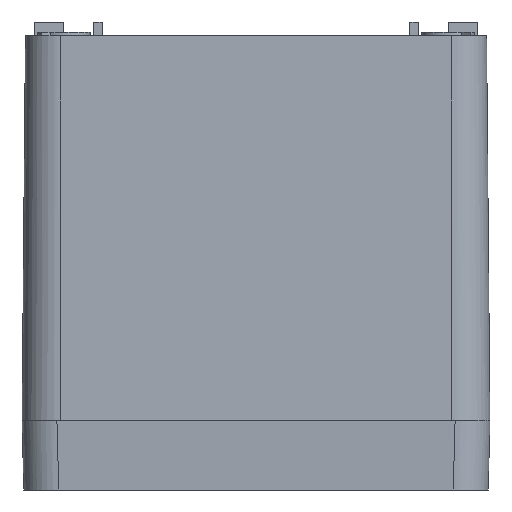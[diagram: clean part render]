
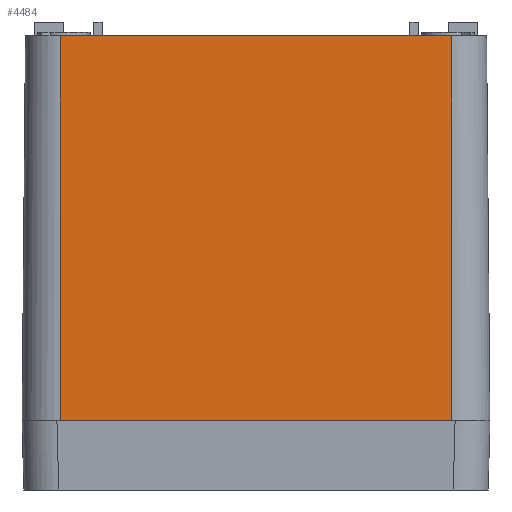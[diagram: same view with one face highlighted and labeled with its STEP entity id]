
A CAD part, front view. The second image highlights one B-rep face of the part: STEP entity #4484.
In plain terms, the highlighted planar face has unit normal (0, -1, 0.009).
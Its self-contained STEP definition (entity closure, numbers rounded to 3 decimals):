
#910 = ORIENTED_EDGE ( 'NONE', *, *, #10129, .F. ) ;
#1237 = EDGE_CURVE ( 'NONE', #17374, #21086, #13488, .T. ) ;
#1487 = LINE ( 'NONE', #22153, #14448 ) ;
#1654 = DIRECTION ( 'NONE',  ( -1., 0., 0. ) ) ;
#3161 = CARTESIAN_POINT ( 'NONE',  ( 0., 0.977, 112. ) ) ;
#4046 = ORIENTED_EDGE ( 'NONE', *, *, #27757, .F. ) ;
#4484 = ADVANCED_FACE ( 'NONE', ( #24774 ), #26870, .T. ) ;
#5039 = DIRECTION ( 'NONE',  ( 0., 0.009, 1. ) ) ;
#6468 = VECTOR ( 'NONE', #27849, 1000. ) ;
#7036 = ORIENTED_EDGE ( 'NONE', *, *, #24923, .F. ) ;
#7676 = DIRECTION ( 'NONE',  ( 0., -1., 0.009 ) ) ;
#9602 = CARTESIAN_POINT ( 'NONE',  ( 0., 0., 0. ) ) ;
#9603 = VECTOR ( 'NONE', #1654, 1000. ) ;
#10129 = EDGE_CURVE ( 'NONE', #18243, #21696, #1487, .T. ) ;
#10451 = CARTESIAN_POINT ( 'NONE',  ( 123.023, 0.017, 2. ) ) ;
#11129 = CARTESIAN_POINT ( 'NONE',  ( 10.977, 0.017, 2. ) ) ;
#13000 = DIRECTION ( 'NONE',  ( 1., 0., 0. ) ) ;
#13488 = LINE ( 'NONE', #23323, #6468 ) ;
#14241 = AXIS2_PLACEMENT_3D ( 'NONE', #9602, #7676, #27179 ) ;
#14448 = VECTOR ( 'NONE', #5039, 1000. ) ;
#14477 = CARTESIAN_POINT ( 'NONE',  ( 123.023, 0.977, 112. ) ) ;
#17196 = EDGE_LOOP ( 'NONE', ( #910, #7036, #21803, #4046 ) ) ;
#17374 = VERTEX_POINT ( 'NONE', #10451 ) ;
#18243 = VERTEX_POINT ( 'NONE', #11129 ) ;
#18327 = LINE ( 'NONE', #20429, #9603 ) ;
#20429 = CARTESIAN_POINT ( 'NONE',  ( 0., 0.017, 2. ) ) ;
#20571 = LINE ( 'NONE', #3161, #27270 ) ;
#21086 = VERTEX_POINT ( 'NONE', #14477 ) ;
#21696 = VERTEX_POINT ( 'NONE', #24597 ) ;
#21803 = ORIENTED_EDGE ( 'NONE', *, *, #1237, .T. ) ;
#22153 = CARTESIAN_POINT ( 'NONE',  ( 10.977, 0.977, 112. ) ) ;
#23323 = CARTESIAN_POINT ( 'NONE',  ( 123.023, 0.977, 112. ) ) ;
#24597 = CARTESIAN_POINT ( 'NONE',  ( 10.977, 0.977, 112. ) ) ;
#24774 = FACE_OUTER_BOUND ( 'NONE', #17196, .T. ) ;
#24923 = EDGE_CURVE ( 'NONE', #17374, #18243, #18327, .T. ) ;
#26870 = PLANE ( 'NONE',  #14241 ) ;
#27179 = DIRECTION ( 'NONE',  ( 0., -0.009, -1. ) ) ;
#27270 = VECTOR ( 'NONE', #13000, 1000. ) ;
#27757 = EDGE_CURVE ( 'NONE', #21696, #21086, #20571, .T. ) ;
#27849 = DIRECTION ( 'NONE',  ( 0., 0.009, 1. ) ) ;
